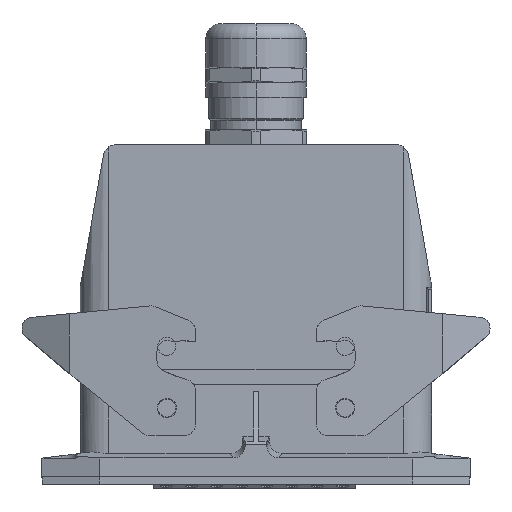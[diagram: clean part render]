
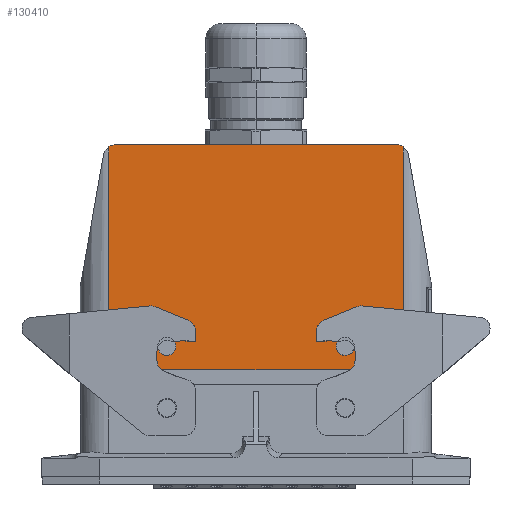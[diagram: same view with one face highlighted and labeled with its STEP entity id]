
A CAD part, top view. The second image highlights one B-rep face of the part: STEP entity #130410.
In plain terms, the highlighted face is planar.
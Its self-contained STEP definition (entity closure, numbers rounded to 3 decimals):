
#128810=CARTESIAN_POINT('',(39.25,26.4,
21.9));
#128820=VERTEX_POINT('',#128810);
#128850=CARTESIAN_POINT('',(0.,26.4,
21.9));
#128860=DIRECTION('',(-1.,0.,0.));
#128870=VECTOR('',#128860,1.);
#128880=LINE('',#128850,#128870);
#128890=CARTESIAN_POINT('',(-39.25,26.4,
21.9));
#128900=VERTEX_POINT('',#128890);
#128910=EDGE_CURVE('',#128820,#128900,#128880,.T.);
#129630=CARTESIAN_POINT('',(36.,-57.316,
23.072));
#129640=DIRECTION('',(0.,-0.014,
-1.));
#129650=DIRECTION('',(0.,1.,
-0.014));
#129660=AXIS2_PLACEMENT_3D('',#129630,#129640,#129650);
#129670=PLANE('',#129660);
#129680=CARTESIAN_POINT('',(-23.75,20.2,
21.987));
#129690=DIRECTION('',(0.,-0.014,
-1.));
#129700=DIRECTION('',(0.,1.,
-0.014));
#129710=AXIS2_PLACEMENT_3D('',#129680,#129690,#129700);
#129720=ELLIPSE('',#129710,2.4,2.4);
#129730=CARTESIAN_POINT('',(-21.35,20.2,
21.987));
#129740=VERTEX_POINT('',#129730);
#129750=CARTESIAN_POINT('',(-26.15,20.2,
21.987));
#129760=VERTEX_POINT('',#129750);
#129770=EDGE_CURVE('',#129740,#129760,#129720,.T.);
#129780=ORIENTED_EDGE('',*,*,#129770,.T.);
#129790=EDGE_CURVE('',#129760,#129740,#129720,.T.);
#129800=ORIENTED_EDGE('',*,*,#129790,.T.);
#129810=EDGE_LOOP('',(#129800,#129780));
#129820=FACE_BOUND('',#129810,.T.);
#129830=CARTESIAN_POINT('',(23.75,20.2,
21.987));
#129840=DIRECTION('',(0.,-0.014,
-1.));
#129850=DIRECTION('',(0.,1.,
-0.014));
#129860=AXIS2_PLACEMENT_3D('',#129830,#129840,#129850);
#129870=ELLIPSE('',#129860,2.4,2.4);
#129880=CARTESIAN_POINT('',(26.15,20.2,
21.987));
#129890=VERTEX_POINT('',#129880);
#129900=CARTESIAN_POINT('',(21.35,20.2,
21.987));
#129910=VERTEX_POINT('',#129900);
#129920=EDGE_CURVE('',#129890,#129910,#129870,.T.);
#129930=ORIENTED_EDGE('',*,*,#129920,.T.);
#129940=EDGE_CURVE('',#129910,#129890,#129870,.T.);
#129950=ORIENTED_EDGE('',*,*,#129940,.T.);
#129960=EDGE_LOOP('',(#129950,#129930));
#129970=FACE_BOUND('',#129960,.T.);
#129980=CARTESIAN_POINT('',(37.201,-30.1,
22.691));
#129990=DIRECTION('',(0.,-0.014,
-1.));
#130000=DIRECTION('',(0.,1.,
-0.014));
#130010=AXIS2_PLACEMENT_3D('',#129980,#129990,#130000);
#130020=ELLIPSE('',#130010,3.5,3.5);
#130030=CARTESIAN_POINT('',(39.25,-32.937,
22.731));
#130040=VERTEX_POINT('',#130030);
#130050=CARTESIAN_POINT('',(37.201,-33.6,
22.74));
#130060=VERTEX_POINT('',#130050);
#130070=EDGE_CURVE('',#130040,#130060,#130020,.T.);
#130080=ORIENTED_EDGE('',*,*,#130070,.F.);
#130090=CARTESIAN_POINT('',(0.,-33.6,
22.74));
#130100=DIRECTION('',(1.,0.,0.));
#130110=VECTOR('',#130100,1.);
#130120=LINE('',#130090,#130110);
#130130=CARTESIAN_POINT('',(-37.201,-33.6,
22.74));
#130140=VERTEX_POINT('',#130130);
#130150=EDGE_CURVE('',#130140,#130060,#130120,.T.);
#130160=ORIENTED_EDGE('',*,*,#130150,.T.);
#130170=CARTESIAN_POINT('',(-37.201,-30.1,
22.691));
#130180=DIRECTION('',(0.,-0.014,
-1.));
#130190=DIRECTION('',(0.,1.,
-0.014));
#130200=AXIS2_PLACEMENT_3D('',#130170,#130180,#130190);
#130210=ELLIPSE('',#130200,3.5,3.5);
#130220=CARTESIAN_POINT('',(-39.25,-32.937,
22.731));
#130230=VERTEX_POINT('',#130220);
#130240=EDGE_CURVE('',#130140,#130230,#130210,.T.);
#130250=ORIENTED_EDGE('',*,*,#130240,.F.);
#130260=CARTESIAN_POINT('',(-39.25,25.555,
21.912));
#130270=DIRECTION('',(0.,1.,
-0.014));
#130280=VECTOR('',#130270,1.);
#130290=LINE('',#130260,#130280);
#130300=EDGE_CURVE('',#130230,#128900,#130290,.T.);
#130310=ORIENTED_EDGE('',*,*,#130300,.F.);
#130320=ORIENTED_EDGE('',*,*,#128910,.T.);
#130330=CARTESIAN_POINT('',(39.25,25.555,
21.912));
#130340=DIRECTION('',(0.,-1.,
0.014));
#130350=VECTOR('',#130340,1.);
#130360=LINE('',#130330,#130350);
#130370=EDGE_CURVE('',#128820,#130040,#130360,.T.);
#130380=ORIENTED_EDGE('',*,*,#130370,.F.);
#130390=EDGE_LOOP('',(#130380,#130320,#130310,#130250,#130160,#130080));
#130400=FACE_OUTER_BOUND('',#130390,.T.);
#130410=ADVANCED_FACE('',(#129820,#129970,#130400),#129670,.F.);
